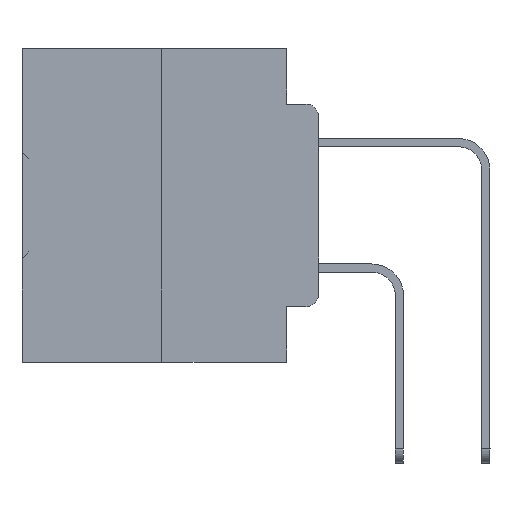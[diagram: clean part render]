
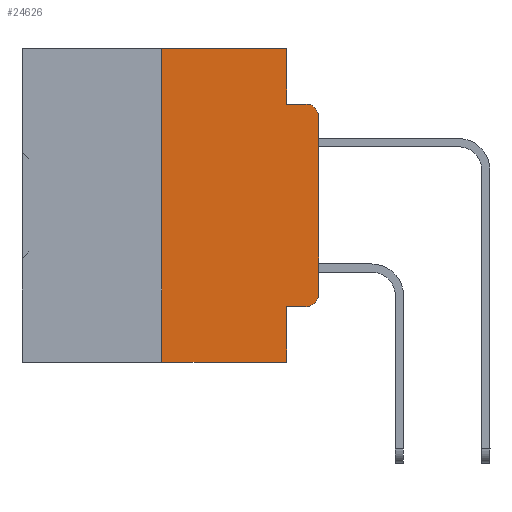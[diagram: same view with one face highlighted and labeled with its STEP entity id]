
A CAD part, left-side view. The second image highlights one B-rep face of the part: STEP entity #24626.
In plain terms, the highlighted planar face has unit normal (-1, 0, 0).
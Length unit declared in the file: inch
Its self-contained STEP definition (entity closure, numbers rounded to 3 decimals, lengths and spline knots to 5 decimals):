
#915 = ORIENTED_EDGE ( 'NONE', *, *, #33751, .T. ) ;
#1528 = DIRECTION ( 'NONE',  ( 0., 0., -1. ) ) ;
#1927 = DIRECTION ( 'NONE',  ( -1., 0., 0. ) ) ;
#1983 = DIRECTION ( 'NONE',  ( 0., -1., 0. ) ) ;
#2676 = DIRECTION ( 'NONE',  ( 0., 0., 1. ) ) ;
#2682 = VERTEX_POINT ( 'NONE', #3981 ) ;
#3282 = EDGE_CURVE ( 'NONE', #14980, #2682, #11417, .T. ) ;
#3401 = DIRECTION ( 'NONE',  ( 0., 0., 1. ) ) ;
#3412 = ORIENTED_EDGE ( 'NONE', *, *, #7434, .T. ) ;
#3436 = VERTEX_POINT ( 'NONE', #38306 ) ;
#3924 = CARTESIAN_POINT ( 'NONE',  ( 0., 0.473, -0.5 ) ) ;
#3981 = CARTESIAN_POINT ( 'NONE',  ( 0., 0.051, 0. ) ) ;
#4428 = VECTOR ( 'NONE', #32861, 39.37008 ) ;
#4496 = DIRECTION ( 'NONE',  ( 0., 0., -1. ) ) ;
#5327 = DIRECTION ( 'NONE',  ( 0., -1., 0. ) ) ;
#5467 = DIRECTION ( 'NONE',  ( 0., 0., -1. ) ) ;
#5735 = ORIENTED_EDGE ( 'NONE', *, *, #14391, .F. ) ;
#6175 = CARTESIAN_POINT ( 'NONE',  ( 0., 0., -0.3915 ) ) ;
#7434 = EDGE_CURVE ( 'NONE', #19414, #30823, #37121, .T. ) ;
#7750 = CARTESIAN_POINT ( 'NONE',  ( 0., 0.25, 0. ) ) ;
#7904 = CARTESIAN_POINT ( 'NONE',  ( 0., 0., -0.1085 ) ) ;
#8151 = VECTOR ( 'NONE', #5467, 39.37008 ) ;
#8771 = EDGE_CURVE ( 'NONE', #27396, #30823, #19828, .T. ) ;
#9589 = VECTOR ( 'NONE', #23483, 39.37008 ) ;
#10013 = LINE ( 'NONE', #3924, #9589 ) ;
#10324 = VECTOR ( 'NONE', #5327, 39.37008 ) ;
#11417 = LINE ( 'NONE', #14800, #10324 ) ;
#11515 = VECTOR ( 'NONE', #3401, 39.37008 ) ;
#12619 = CARTESIAN_POINT ( 'NONE',  ( 0., 0.051, -0.0885 ) ) ;
#12838 = EDGE_CURVE ( 'NONE', #2682, #27396, #17896, .T. ) ;
#14391 = EDGE_CURVE ( 'NONE', #3436, #14980, #22762, .T. ) ;
#14572 = ORIENTED_EDGE ( 'NONE', *, *, #38106, .T. ) ;
#14800 = CARTESIAN_POINT ( 'NONE',  ( 0., 0.473, 0. ) ) ;
#14980 = VERTEX_POINT ( 'NONE', #7750 ) ;
#15129 = CIRCLE ( 'NONE', #23886, 0.02 ) ;
#16579 = VERTEX_POINT ( 'NONE', #32554 ) ;
#17725 = EDGE_CURVE ( 'NONE', #33089, #32712, #15129, .T. ) ;
#17751 = DIRECTION ( 'NONE',  ( -1., 0., 0. ) ) ;
#17765 = CARTESIAN_POINT ( 'NONE',  ( 0., 0.051, -0.4115 ) ) ;
#17896 = LINE ( 'NONE', #40973, #8151 ) ;
#18329 = CARTESIAN_POINT ( 'NONE',  ( 0., 0.02, -0.3915 ) ) ;
#19414 = VERTEX_POINT ( 'NONE', #7904 ) ;
#19828 = LINE ( 'NONE', #29487, #4428 ) ;
#19956 = ORIENTED_EDGE ( 'NONE', *, *, #22801, .T. ) ;
#20772 = EDGE_LOOP ( 'NONE', ( #14572, #3412, #27357, #38105, #32064, #5735, #915, #37766, #19956, #26506 ) ) ;
#21144 = LINE ( 'NONE', #37308, #22060 ) ;
#21190 = VERTEX_POINT ( 'NONE', #17765 ) ;
#21447 = DIRECTION ( 'NONE',  ( 0., 0., -1. ) ) ;
#21836 = LINE ( 'NONE', #22668, #30893 ) ;
#21918 = DIRECTION ( 'NONE',  ( 1., 0., 0. ) ) ;
#22060 = VECTOR ( 'NONE', #1983, 39.37008 ) ;
#22277 = CARTESIAN_POINT ( 'NONE',  ( 0., 0.02, -0.4115 ) ) ;
#22668 = CARTESIAN_POINT ( 'NONE',  ( 0., 0., 0. ) ) ;
#22762 = LINE ( 'NONE', #23179, #11515 ) ;
#22801 = EDGE_CURVE ( 'NONE', #21190, #33089, #21144, .T. ) ;
#23179 = CARTESIAN_POINT ( 'NONE',  ( 0., 0.25, 0. ) ) ;
#23483 = DIRECTION ( 'NONE',  ( 0., -1., 0. ) ) ;
#23886 = AXIS2_PLACEMENT_3D ( 'NONE', #18329, #1927, #1528 ) ;
#24565 = CARTESIAN_POINT ( 'NONE',  ( 0., 0.02, -0.0885 ) ) ;
#24626 = ADVANCED_FACE ( 'NONE', ( #34529 ), #41445, .F. ) ;
#25696 = CARTESIAN_POINT ( 'NONE',  ( 0., 0.473, 0. ) ) ;
#26506 = ORIENTED_EDGE ( 'NONE', *, *, #17725, .T. ) ;
#27159 = CARTESIAN_POINT ( 'NONE',  ( 0., 0.051, 0. ) ) ;
#27357 = ORIENTED_EDGE ( 'NONE', *, *, #8771, .F. ) ;
#27396 = VERTEX_POINT ( 'NONE', #12619 ) ;
#29487 = CARTESIAN_POINT ( 'NONE',  ( 0., 0.051, -0.0885 ) ) ;
#29747 = CARTESIAN_POINT ( 'NONE',  ( 0., 0.02, -0.1085 ) ) ;
#30509 = LINE ( 'NONE', #27159, #36348 ) ;
#30823 = VERTEX_POINT ( 'NONE', #24565 ) ;
#30893 = VECTOR ( 'NONE', #2676, 39.37008 ) ;
#31695 = EDGE_CURVE ( 'NONE', #21190, #16579, #30509, .T. ) ;
#32064 = ORIENTED_EDGE ( 'NONE', *, *, #3282, .F. ) ;
#32554 = CARTESIAN_POINT ( 'NONE',  ( 0., 0.051, -0.5 ) ) ;
#32712 = VERTEX_POINT ( 'NONE', #6175 ) ;
#32861 = DIRECTION ( 'NONE',  ( 0., -1., 0. ) ) ;
#33089 = VERTEX_POINT ( 'NONE', #22277 ) ;
#33751 = EDGE_CURVE ( 'NONE', #3436, #16579, #10013, .T. ) ;
#34079 = AXIS2_PLACEMENT_3D ( 'NONE', #25696, #21918, #41024 ) ;
#34529 = FACE_OUTER_BOUND ( 'NONE', #20772, .T. ) ;
#35781 = AXIS2_PLACEMENT_3D ( 'NONE', #29747, #17751, #4496 ) ;
#36348 = VECTOR ( 'NONE', #21447, 39.37008 ) ;
#37121 = CIRCLE ( 'NONE', #35781, 0.02 ) ;
#37308 = CARTESIAN_POINT ( 'NONE',  ( 0., 0.051, -0.4115 ) ) ;
#37766 = ORIENTED_EDGE ( 'NONE', *, *, #31695, .F. ) ;
#38105 = ORIENTED_EDGE ( 'NONE', *, *, #12838, .F. ) ;
#38106 = EDGE_CURVE ( 'NONE', #32712, #19414, #21836, .T. ) ;
#38306 = CARTESIAN_POINT ( 'NONE',  ( 0., 0.25, -0.5 ) ) ;
#40973 = CARTESIAN_POINT ( 'NONE',  ( 0., 0.051, 0. ) ) ;
#41024 = DIRECTION ( 'NONE',  ( 0., 0., -1. ) ) ;
#41445 = PLANE ( 'NONE',  #34079 ) ;
